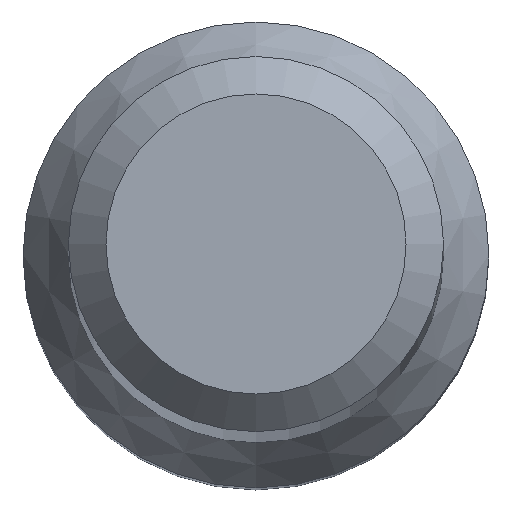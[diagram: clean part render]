
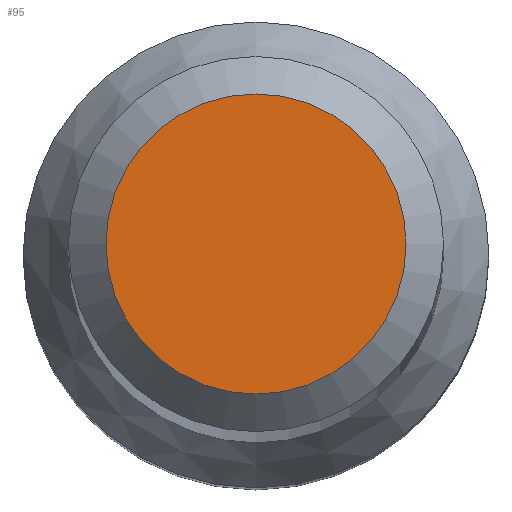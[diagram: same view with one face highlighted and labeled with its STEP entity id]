
A CAD part, top view. The second image highlights one B-rep face of the part: STEP entity #95.
In plain terms, the highlighted planar face has unit normal (0, 0, 1).
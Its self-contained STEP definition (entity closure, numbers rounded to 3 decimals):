
#43 = CIRCLE ( 'NONE', #183, 1.6 ) ;
#47 = PLANE ( 'NONE',  #75 ) ;
#59 = ORIENTED_EDGE ( 'NONE', *, *, #70, .F. ) ;
#64 = CARTESIAN_POINT ( 'NONE',  ( 0., 0., 80. ) ) ;
#70 = EDGE_CURVE ( 'NONE', #71, #71, #43, .T. ) ;
#71 = VERTEX_POINT ( 'NONE', #126 ) ;
#75 = AXIS2_PLACEMENT_3D ( 'NONE', #101, #122, #157 ) ;
#95 = ADVANCED_FACE ( 'NONE', ( #161 ), #47, .T. ) ;
#97 = EDGE_LOOP ( 'NONE', ( #59 ) ) ;
#101 = CARTESIAN_POINT ( 'NONE',  ( 0., 0., 80. ) ) ;
#122 = DIRECTION ( 'NONE',  ( 0., 0., 1. ) ) ;
#126 = CARTESIAN_POINT ( 'NONE',  ( 0., 1.6, 80. ) ) ;
#157 = DIRECTION ( 'NONE',  ( 0., -1., 0. ) ) ;
#161 = FACE_OUTER_BOUND ( 'NONE', #97, .T. ) ;
#180 = DIRECTION ( 'NONE',  ( 0., 0., -1. ) ) ;
#183 = AXIS2_PLACEMENT_3D ( 'NONE', #64, #180, #184 ) ;
#184 = DIRECTION ( 'NONE',  ( 0., 1., 0. ) ) ;
